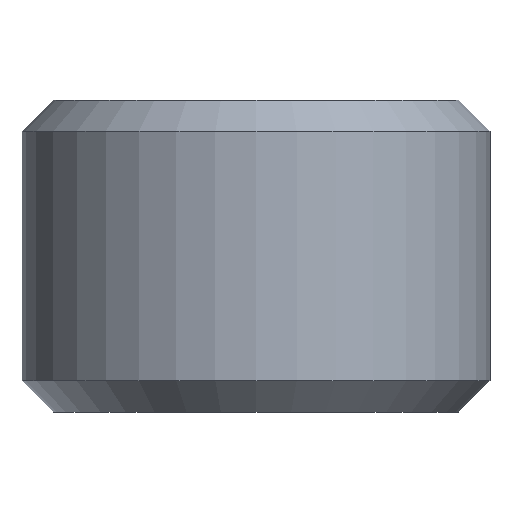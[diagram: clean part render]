
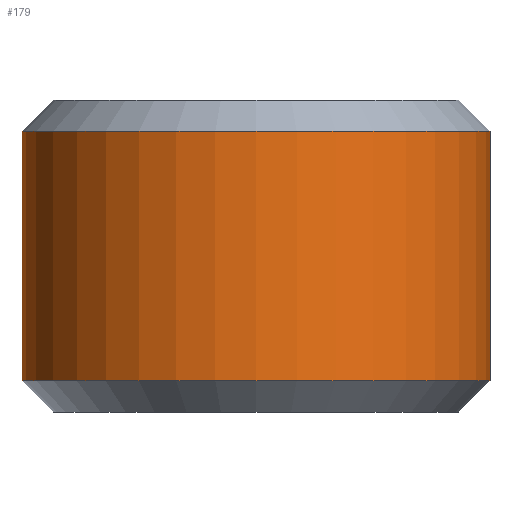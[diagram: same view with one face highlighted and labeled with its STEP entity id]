
A CAD part, left-side view. The second image highlights one B-rep face of the part: STEP entity #179.
In plain terms, the highlighted cylindrical face has radius 3 mm (diameter 6 mm), a partial arc.
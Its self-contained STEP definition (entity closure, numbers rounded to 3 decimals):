
#35=CARTESIAN_POINT('',(3.,-3.,-2.1));
#36=VERTEX_POINT('',#35);
#98=CARTESIAN_POINT('',(3.,3.,-2.1));
#99=VERTEX_POINT('',#98);
#116=CARTESIAN_POINT('',(3.,0.,-2.1));
#117=DIRECTION('',(0.,-1.,0.));
#118=DIRECTION('',(0.,0.,-1.));
#119=AXIS2_PLACEMENT_3D('',#116,#118,#117);
#120=CIRCLE('',#119,3.);
#121=EDGE_CURVE('',#36,#99,#120,.T.);
#148=CARTESIAN_POINT('',(3.,0.,1.1));
#149=DIRECTION('',(0.,-1.,0.));
#150=DIRECTION('',(0.,0.,-1.));
#151=AXIS2_PLACEMENT_3D('',#148,#150,#149);
#152=CYLINDRICAL_SURFACE('',#151,3.);
#153=ORIENTED_EDGE('',*,*,#121,.F.);
#154=CARTESIAN_POINT('',(3.,-3.,1.1));
#155=VERTEX_POINT('',#154);
#156=CARTESIAN_POINT('',(3.,-3.,-2.1));
#157=DIRECTION('',(0.,0.,1.));
#158=VECTOR('',#157,3.2);
#159=LINE('',#156,#158);
#160=EDGE_CURVE('',#36,#155,#159,.T.);
#161=ORIENTED_EDGE('E13',*,*,#160,.T.);
#162=CARTESIAN_POINT('',(3.,3.,1.1));
#163=VERTEX_POINT('',#162);
#164=CARTESIAN_POINT('',(3.,0.,1.1));
#165=DIRECTION('',(0.,-1.,0.));
#166=DIRECTION('',(0.,0.,-1.));
#167=AXIS2_PLACEMENT_3D('',#164,#166,#165);
#168=CIRCLE('',#167,3.);
#169=EDGE_CURVE('',#155,#163,#168,.T.);
#170=ORIENTED_EDGE('E14',*,*,#169,.T.);
#171=CARTESIAN_POINT('',(3.,3.,1.1));
#172=DIRECTION('',(0.,0.,-1.));
#173=VECTOR('',#172,3.2);
#174=LINE('',#171,#173);
#175=EDGE_CURVE('',#163,#99,#174,.T.);
#176=ORIENTED_EDGE('E15',*,*,#175,.T.);
#177=EDGE_LOOP('',(#153,#161,#170,#176));
#178=FACE_OUTER_BOUND('',#177,.T.);
#179=ADVANCED_FACE('F5',(#178),#152,.T.);
